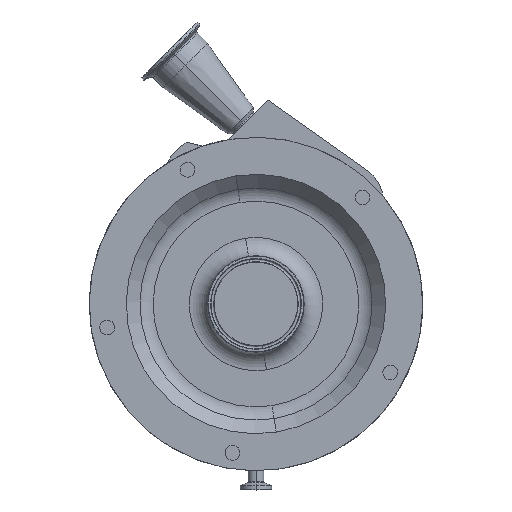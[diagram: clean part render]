
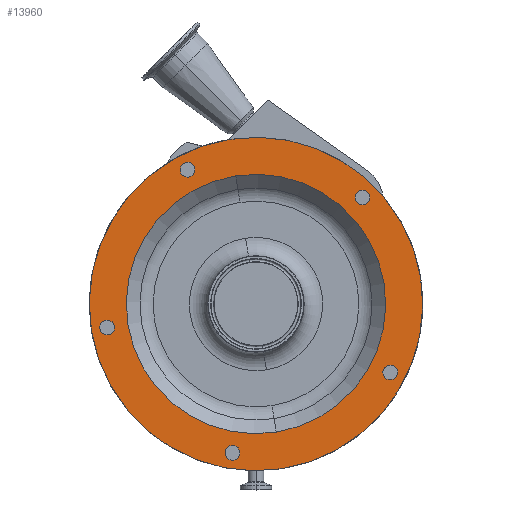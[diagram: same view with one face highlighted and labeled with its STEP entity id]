
A CAD part, top view. The second image highlights one B-rep face of the part: STEP entity #13960.
In plain terms, the highlighted planar face has unit normal (0, 0, 1).
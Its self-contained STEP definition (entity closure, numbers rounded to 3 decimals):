
#21 = DIRECTION ( 'NONE',  ( 0.707, -0.707, 0. ) ) ;
#274 = DIRECTION ( 'NONE',  ( 0., 0., 1. ) ) ;
#333 = EDGE_CURVE ( 'NONE', #12038, #2662, #6607, .T. ) ;
#1032 = AXIS2_PLACEMENT_3D ( 'NONE', #3532, #15235, #1361 ) ;
#1079 = DIRECTION ( 'NONE',  ( -0.988, 0.156, 0. ) ) ;
#1163 = CIRCLE ( 'NONE', #9038, 6. ) ;
#1166 = CARTESIAN_POINT ( 'NONE',  ( -55.387, 108.703, 197.5 ) ) ;
#1183 = AXIS2_PLACEMENT_3D ( 'NONE', #14073, #15160, #11907 ) ;
#1355 = CARTESIAN_POINT ( 'NONE',  ( 90.51, 82.024, 197.5 ) ) ;
#1361 = DIRECTION ( 'NONE',  ( -0.988, 0.156, 0. ) ) ;
#1471 = ORIENTED_EDGE ( 'NONE', *, *, #13554, .F. ) ;
#1641 = AXIS2_PLACEMENT_3D ( 'NONE', #15012, #12702, #8089 ) ;
#1664 = CARTESIAN_POINT ( 'NONE',  ( -60.733, 105.979, 197.5 ) ) ;
#1697 = DIRECTION ( 'NONE',  ( 0., 0., 1. ) ) ;
#1726 = DIRECTION ( 'NONE',  ( 0., 0., 1. ) ) ;
#1840 = EDGE_CURVE ( 'NONE', #4074, #6549, #9888, .T. ) ;
#1951 = DIRECTION ( 'NONE',  ( 0., 0., 1. ) ) ;
#2096 = EDGE_CURVE ( 'NONE', #14354, #7204, #11343, .T. ) ;
#2287 = ORIENTED_EDGE ( 'NONE', *, *, #1840, .F. ) ;
#2410 = CARTESIAN_POINT ( 'NONE',  ( 16.426, -103.707, 197.5 ) ) ;
#2471 = FACE_BOUND ( 'NONE', #11313, .T. ) ;
#2545 = DIRECTION ( 'NONE',  ( 0., 0., 1. ) ) ;
#2648 = CARTESIAN_POINT ( 'NONE',  ( 108.703, -55.387, 197.5 ) ) ;
#2662 = VERTEX_POINT ( 'NONE', #14416 ) ;
#2793 = VERTEX_POINT ( 'NONE', #12479 ) ;
#2805 = AXIS2_PLACEMENT_3D ( 'NONE', #1166, #3497, #7427 ) ;
#2806 = CARTESIAN_POINT ( 'NONE',  ( -13.159, -121.437, 197.5 ) ) ;
#2853 = AXIS2_PLACEMENT_3D ( 'NONE', #7418, #13249, #13170 ) ;
#2858 = CARTESIAN_POINT ( 'NONE',  ( 0., 0., 197.5 ) ) ;
#2965 = EDGE_CURVE ( 'NONE', #14729, #10333, #4765, .T. ) ;
#3411 = DIRECTION ( 'NONE',  ( 0., 0., 1. ) ) ;
#3419 = CIRCLE ( 'NONE', #6626, 105. ) ;
#3497 = DIRECTION ( 'NONE',  ( 0., 0., 1. ) ) ;
#3532 = CARTESIAN_POINT ( 'NONE',  ( -19.085, -120.498, 197.5 ) ) ;
#3664 = VERTEX_POINT ( 'NONE', #15222 ) ;
#3708 = DIRECTION ( 'NONE',  ( 0., 0., 1. ) ) ;
#3789 = EDGE_LOOP ( 'NONE', ( #1471, #12021 ) ) ;
#3832 = CARTESIAN_POINT ( 'NONE',  ( 108.703, -55.387, 197.5 ) ) ;
#3953 = CARTESIAN_POINT ( 'NONE',  ( 111.427, -50.041, 197.5 ) ) ;
#3956 = ORIENTED_EDGE ( 'NONE', *, *, #333, .T. ) ;
#4074 = VERTEX_POINT ( 'NONE', #2806 ) ;
#4113 = CARTESIAN_POINT ( 'NONE',  ( 105.979, -60.733, 197.5 ) ) ;
#4430 = EDGE_CURVE ( 'NONE', #8747, #12097, #7769, .T. ) ;
#4494 = AXIS2_PLACEMENT_3D ( 'NONE', #3832, #274, #7465 ) ;
#4765 = CIRCLE ( 'NONE', #12834, 6. ) ;
#4794 = EDGE_CURVE ( 'NONE', #2662, #12038, #5084, .T. ) ;
#4812 = CIRCLE ( 'NONE', #15122, 6. ) ;
#4837 = CARTESIAN_POINT ( 'NONE',  ( -25.011, -119.559, 197.5 ) ) ;
#4879 = DIRECTION ( 'NONE',  ( 0., 0., 1. ) ) ;
#5084 = CIRCLE ( 'NONE', #1641, 135. ) ;
#5175 = CIRCLE ( 'NONE', #13764, 6. ) ;
#5273 = ORIENTED_EDGE ( 'NONE', *, *, #2965, .F. ) ;
#5344 = CARTESIAN_POINT ( 'NONE',  ( 0., 0., 197.5 ) ) ;
#5696 = AXIS2_PLACEMENT_3D ( 'NONE', #12590, #10120, #6608 ) ;
#5917 = CARTESIAN_POINT ( 'NONE',  ( -16.426, 103.707, 197.5 ) ) ;
#5932 = FACE_BOUND ( 'NONE', #3789, .T. ) ;
#6029 = CARTESIAN_POINT ( 'NONE',  ( -121.437, -13.159, 197.5 ) ) ;
#6039 = ORIENTED_EDGE ( 'NONE', *, *, #4430, .F. ) ;
#6186 = VERTEX_POINT ( 'NONE', #1355 ) ;
#6549 = VERTEX_POINT ( 'NONE', #4837 ) ;
#6607 = CIRCLE ( 'NONE', #8556, 135. ) ;
#6608 = DIRECTION ( 'NONE',  ( 0.891, 0.454, 0. ) ) ;
#6610 = CIRCLE ( 'NONE', #12487, 6. ) ;
#6626 = AXIS2_PLACEMENT_3D ( 'NONE', #2858, #1697, #12005 ) ;
#6753 = ORIENTED_EDGE ( 'NONE', *, *, #7339, .F. ) ;
#6779 = EDGE_CURVE ( 'NONE', #12330, #2793, #9120, .T. ) ;
#6807 = EDGE_LOOP ( 'NONE', ( #3956, #11575 ) ) ;
#6998 = EDGE_CURVE ( 'NONE', #3664, #6186, #5175, .T. ) ;
#7045 = CARTESIAN_POINT ( 'NONE',  ( -19.085, -120.498, 197.5 ) ) ;
#7176 = PLANE ( 'NONE',  #1183 ) ;
#7178 = CARTESIAN_POINT ( 'NONE',  ( -120.498, -19.085, 197.5 ) ) ;
#7204 = VERTEX_POINT ( 'NONE', #4113 ) ;
#7339 = EDGE_CURVE ( 'NONE', #2793, #12330, #9440, .T. ) ;
#7418 = CARTESIAN_POINT ( 'NONE',  ( 0., 0., 197.5 ) ) ;
#7427 = DIRECTION ( 'NONE',  ( 0.891, 0.454, 0. ) ) ;
#7445 = EDGE_CURVE ( 'NONE', #7204, #14354, #14835, .T. ) ;
#7465 = DIRECTION ( 'NONE',  ( -0.454, -0.891, 0. ) ) ;
#7569 = DIRECTION ( 'NONE',  ( -0.454, -0.891, 0. ) ) ;
#7769 = CIRCLE ( 'NONE', #2853, 105. ) ;
#8084 = FACE_BOUND ( 'NONE', #11942, .T. ) ;
#8089 = DIRECTION ( 'NONE',  ( -0.156, 0.988, 0. ) ) ;
#8213 = AXIS2_PLACEMENT_3D ( 'NONE', #2648, #4879, #7569 ) ;
#8354 = CARTESIAN_POINT ( 'NONE',  ( 86.267, 86.267, 197.5 ) ) ;
#8514 = ORIENTED_EDGE ( 'NONE', *, *, #13747, .F. ) ;
#8556 = AXIS2_PLACEMENT_3D ( 'NONE', #5344, #1951, #11244 ) ;
#8747 = VERTEX_POINT ( 'NONE', #2410 ) ;
#9019 = ORIENTED_EDGE ( 'NONE', *, *, #2096, .F. ) ;
#9038 = AXIS2_PLACEMENT_3D ( 'NONE', #12260, #1726, #9881 ) ;
#9120 = CIRCLE ( 'NONE', #5696, 6. ) ;
#9128 = EDGE_LOOP ( 'NONE', ( #6753, #14453 ) ) ;
#9313 = FACE_OUTER_BOUND ( 'NONE', #6807, .T. ) ;
#9440 = CIRCLE ( 'NONE', #2805, 6. ) ;
#9514 = DIRECTION ( 'NONE',  ( 0., 0., 1. ) ) ;
#9538 = FACE_BOUND ( 'NONE', #9128, .T. ) ;
#9832 = EDGE_LOOP ( 'NONE', ( #11346, #2287 ) ) ;
#9881 = DIRECTION ( 'NONE',  ( -0.156, 0.988, 0. ) ) ;
#9888 = CIRCLE ( 'NONE', #1032, 6. ) ;
#10120 = DIRECTION ( 'NONE',  ( 0., 0., 1. ) ) ;
#10226 = CARTESIAN_POINT ( 'NONE',  ( -21.119, 133.338, 197.5 ) ) ;
#10321 = EDGE_CURVE ( 'NONE', #6549, #4074, #4812, .T. ) ;
#10333 = VERTEX_POINT ( 'NONE', #14023 ) ;
#10778 = DIRECTION ( 'NONE',  ( 0.707, -0.707, 0. ) ) ;
#10861 = ORIENTED_EDGE ( 'NONE', *, *, #12903, .F. ) ;
#11189 = ORIENTED_EDGE ( 'NONE', *, *, #7445, .F. ) ;
#11244 = DIRECTION ( 'NONE',  ( -0.156, 0.988, 0. ) ) ;
#11313 = EDGE_LOOP ( 'NONE', ( #5273, #10861 ) ) ;
#11343 = CIRCLE ( 'NONE', #4494, 6. ) ;
#11346 = ORIENTED_EDGE ( 'NONE', *, *, #10321, .F. ) ;
#11575 = ORIENTED_EDGE ( 'NONE', *, *, #4794, .T. ) ;
#11907 = DIRECTION ( 'NONE',  ( 0., -1., 0. ) ) ;
#11942 = EDGE_LOOP ( 'NONE', ( #8514, #6039 ) ) ;
#12005 = DIRECTION ( 'NONE',  ( -0.156, 0.988, 0. ) ) ;
#12021 = ORIENTED_EDGE ( 'NONE', *, *, #6998, .F. ) ;
#12038 = VERTEX_POINT ( 'NONE', #10226 ) ;
#12097 = VERTEX_POINT ( 'NONE', #5917 ) ;
#12260 = CARTESIAN_POINT ( 'NONE',  ( -120.498, -19.085, 197.5 ) ) ;
#12330 = VERTEX_POINT ( 'NONE', #1664 ) ;
#12479 = CARTESIAN_POINT ( 'NONE',  ( -50.041, 111.427, 197.5 ) ) ;
#12487 = AXIS2_PLACEMENT_3D ( 'NONE', #14251, #3708, #10778 ) ;
#12590 = CARTESIAN_POINT ( 'NONE',  ( -55.387, 108.703, 197.5 ) ) ;
#12702 = DIRECTION ( 'NONE',  ( 0., 0., 1. ) ) ;
#12834 = AXIS2_PLACEMENT_3D ( 'NONE', #7178, #2545, #14151 ) ;
#12903 = EDGE_CURVE ( 'NONE', #10333, #14729, #1163, .T. ) ;
#12923 = FACE_BOUND ( 'NONE', #13743, .T. ) ;
#13005 = FACE_BOUND ( 'NONE', #9832, .T. ) ;
#13170 = DIRECTION ( 'NONE',  ( -0.156, 0.988, 0. ) ) ;
#13249 = DIRECTION ( 'NONE',  ( 0., 0., 1. ) ) ;
#13554 = EDGE_CURVE ( 'NONE', #6186, #3664, #6610, .T. ) ;
#13743 = EDGE_LOOP ( 'NONE', ( #11189, #9019 ) ) ;
#13747 = EDGE_CURVE ( 'NONE', #12097, #8747, #3419, .T. ) ;
#13764 = AXIS2_PLACEMENT_3D ( 'NONE', #8354, #9514, #21 ) ;
#13960 = ADVANCED_FACE ( 'NONE', ( #9313, #9538, #5932, #12923, #13005, #2471, #8084 ), #7176, .F. ) ;
#14023 = CARTESIAN_POINT ( 'NONE',  ( -119.559, -25.011, 197.5 ) ) ;
#14073 = CARTESIAN_POINT ( 'NONE',  ( -38.52, -6.101, 197.5 ) ) ;
#14151 = DIRECTION ( 'NONE',  ( -0.156, 0.988, 0. ) ) ;
#14251 = CARTESIAN_POINT ( 'NONE',  ( 86.267, 86.267, 197.5 ) ) ;
#14354 = VERTEX_POINT ( 'NONE', #3953 ) ;
#14416 = CARTESIAN_POINT ( 'NONE',  ( 21.119, -133.338, 197.5 ) ) ;
#14453 = ORIENTED_EDGE ( 'NONE', *, *, #6779, .F. ) ;
#14729 = VERTEX_POINT ( 'NONE', #6029 ) ;
#14835 = CIRCLE ( 'NONE', #8213, 6. ) ;
#15012 = CARTESIAN_POINT ( 'NONE',  ( 0., 0., 197.5 ) ) ;
#15122 = AXIS2_PLACEMENT_3D ( 'NONE', #7045, #3411, #1079 ) ;
#15160 = DIRECTION ( 'NONE',  ( 0., 0., -1. ) ) ;
#15222 = CARTESIAN_POINT ( 'NONE',  ( 82.024, 90.51, 197.5 ) ) ;
#15235 = DIRECTION ( 'NONE',  ( 0., 0., 1. ) ) ;
